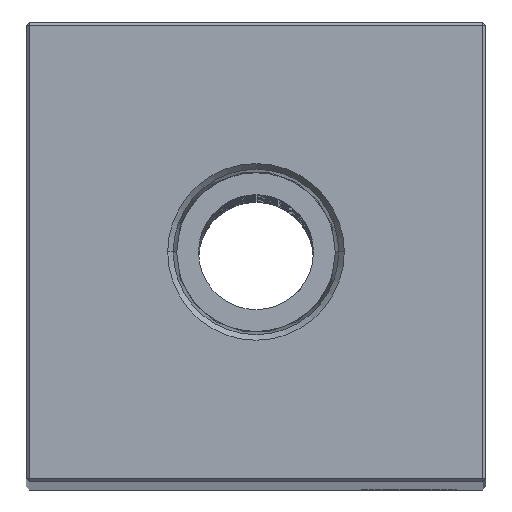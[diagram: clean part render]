
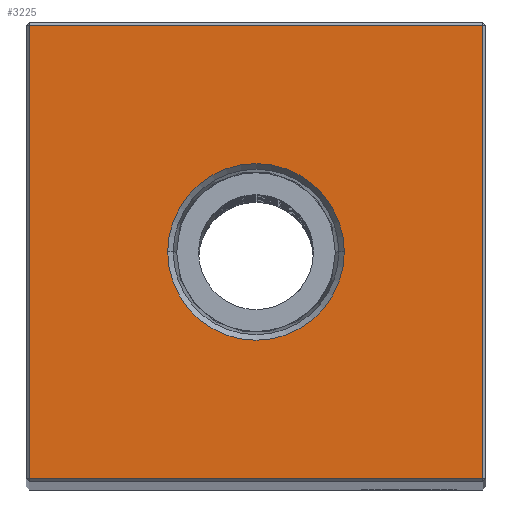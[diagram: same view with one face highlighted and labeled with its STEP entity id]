
A CAD part, top view. The second image highlights one B-rep face of the part: STEP entity #3225.
In plain terms, the highlighted planar face has unit normal (0, 0, 1).
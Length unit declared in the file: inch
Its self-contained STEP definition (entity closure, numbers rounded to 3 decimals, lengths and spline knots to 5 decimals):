
#987 = LINE ( 'NONE', #21253, #21969 ) ;
#1040 = ORIENTED_EDGE ( 'NONE', *, *, #26693, .T. ) ;
#1412 = LINE ( 'NONE', #26047, #26635 ) ;
#1712 = ORIENTED_EDGE ( 'NONE', *, *, #22770, .T. ) ;
#1805 = CIRCLE ( 'NONE', #25406, 0.288 ) ;
#3225 = ADVANCED_FACE ( 'NONE', ( #11061, #15298 ), #19531, .F. ) ;
#4179 = DIRECTION ( 'NONE',  ( 1., 0., 0. ) ) ;
#4741 = LINE ( 'NONE', #25549, #10993 ) ;
#5135 = CARTESIAN_POINT ( 'NONE',  ( -0.74, 0.74, 15.25 ) ) ;
#5832 = DIRECTION ( 'NONE',  ( 0., 0., 1. ) ) ;
#6198 = VERTEX_POINT ( 'NONE', #10933 ) ;
#6590 = CARTESIAN_POINT ( 'NONE',  ( -0.74, -0.74, 15.25 ) ) ;
#7074 = DIRECTION ( 'NONE',  ( 0., 1., 0. ) ) ;
#8322 = VERTEX_POINT ( 'NONE', #10290 ) ;
#9375 = AXIS2_PLACEMENT_3D ( 'NONE', #26109, #15434, #23513 ) ;
#10290 = CARTESIAN_POINT ( 'NONE',  ( 0.288, 0., 15.25 ) ) ;
#10342 = DIRECTION ( 'NONE',  ( 1., 0., 0. ) ) ;
#10933 = CARTESIAN_POINT ( 'NONE',  ( 0.74, 0.74, 15.25 ) ) ;
#10993 = VECTOR ( 'NONE', #7074, 39.37008 ) ;
#11061 = FACE_OUTER_BOUND ( 'NONE', #17585, .T. ) ;
#11783 = CIRCLE ( 'NONE', #18313, 0.288 ) ;
#11965 = EDGE_CURVE ( 'NONE', #8322, #18752, #11783, .T. ) ;
#12112 = CARTESIAN_POINT ( 'NONE',  ( 0., 0., 15.25 ) ) ;
#12784 = CARTESIAN_POINT ( 'NONE',  ( 0.74, -0.74, 15.25 ) ) ;
#13145 = VECTOR ( 'NONE', #14573, 39.37008 ) ;
#14573 = DIRECTION ( 'NONE',  ( 0., -1., 0. ) ) ;
#15298 = FACE_BOUND ( 'NONE', #17864, .T. ) ;
#15434 = DIRECTION ( 'NONE',  ( 0., 0., -1. ) ) ;
#15991 = ORIENTED_EDGE ( 'NONE', *, *, #11965, .F. ) ;
#16210 = ORIENTED_EDGE ( 'NONE', *, *, #25494, .T. ) ;
#16306 = CARTESIAN_POINT ( 'NONE',  ( -0.288, 0., 15.25 ) ) ;
#16494 = ORIENTED_EDGE ( 'NONE', *, *, #23981, .T. ) ;
#17402 = VERTEX_POINT ( 'NONE', #5135 ) ;
#17585 = EDGE_LOOP ( 'NONE', ( #16494, #1040, #16210, #1712 ) ) ;
#17616 = VERTEX_POINT ( 'NONE', #12784 ) ;
#17864 = EDGE_LOOP ( 'NONE', ( #15991, #23339 ) ) ;
#18277 = CARTESIAN_POINT ( 'NONE',  ( 0., 0., 15.25 ) ) ;
#18313 = AXIS2_PLACEMENT_3D ( 'NONE', #12112, #26889, #4179 ) ;
#18752 = VERTEX_POINT ( 'NONE', #16306 ) ;
#19214 = LINE ( 'NONE', #23059, #13145 ) ;
#19531 = PLANE ( 'NONE',  #9375 ) ;
#20290 = DIRECTION ( 'NONE',  ( -1., 0., 0. ) ) ;
#21253 = CARTESIAN_POINT ( 'NONE',  ( 0., -0.74, 15.25 ) ) ;
#21714 = VERTEX_POINT ( 'NONE', #6590 ) ;
#21969 = VECTOR ( 'NONE', #25491, 39.37008 ) ;
#22770 = EDGE_CURVE ( 'NONE', #6198, #17402, #1412, .T. ) ;
#23059 = CARTESIAN_POINT ( 'NONE',  ( -0.74, 0., 15.25 ) ) ;
#23339 = ORIENTED_EDGE ( 'NONE', *, *, #24855, .F. ) ;
#23513 = DIRECTION ( 'NONE',  ( -1., 0., 0. ) ) ;
#23981 = EDGE_CURVE ( 'NONE', #17402, #21714, #19214, .T. ) ;
#24855 = EDGE_CURVE ( 'NONE', #18752, #8322, #1805, .T. ) ;
#25406 = AXIS2_PLACEMENT_3D ( 'NONE', #18277, #5832, #10342 ) ;
#25491 = DIRECTION ( 'NONE',  ( 1., 0., 0. ) ) ;
#25494 = EDGE_CURVE ( 'NONE', #17616, #6198, #4741, .T. ) ;
#25549 = CARTESIAN_POINT ( 'NONE',  ( 0.74, 0., 15.25 ) ) ;
#26047 = CARTESIAN_POINT ( 'NONE',  ( 0., 0.74, 15.25 ) ) ;
#26109 = CARTESIAN_POINT ( 'NONE',  ( 0., 0., 15.25 ) ) ;
#26635 = VECTOR ( 'NONE', #20290, 39.37008 ) ;
#26693 = EDGE_CURVE ( 'NONE', #21714, #17616, #987, .T. ) ;
#26889 = DIRECTION ( 'NONE',  ( 0., 0., 1. ) ) ;
